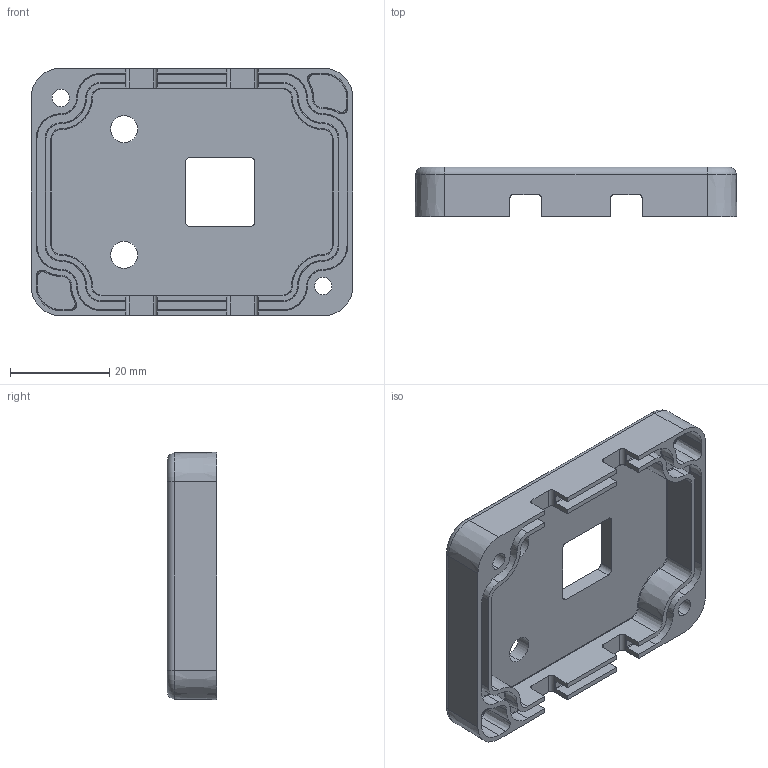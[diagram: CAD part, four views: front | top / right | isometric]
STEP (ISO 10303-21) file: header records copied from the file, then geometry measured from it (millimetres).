
FILE_DESCRIPTION (( 'STEP AP203' ), '1' );
FILE_NAME ('POSCON.FACE VER 1.3 REV D.STEP', '2015-09-09T22:30:23', ( '' ), ( '' ), 'SwSTEP 2.0', 'SolidWorks 2015', '' );
FILE_SCHEMA (( 'CONFIG_CONTROL_DESIGN' ));
Length unit declared in the file: millimetre
Products named in the file (1): POSCON.FACE VER 1.3 REV D
Bounding box: 65 x 10 x 50 mm (x, y, z)
Volume: 13604.4 mm3; surface area: 10989.1 mm2
Topology: 1 solids, 1 shells, 222 faces, 572 edges, 356 vertices
Faces by surface type: plane 62, torus 52, cone 52, cylinder 48, bspline 8
Entity records: 7233 total; most frequent: CARTESIAN_POINT 1627, DIRECTION 1238, ORIENTED_EDGE 1144, EDGE_CURVE 572, AXIS2_PLACEMENT_3D 487, VERTEX_POINT 356, CIRCLE 272, LINE 264
